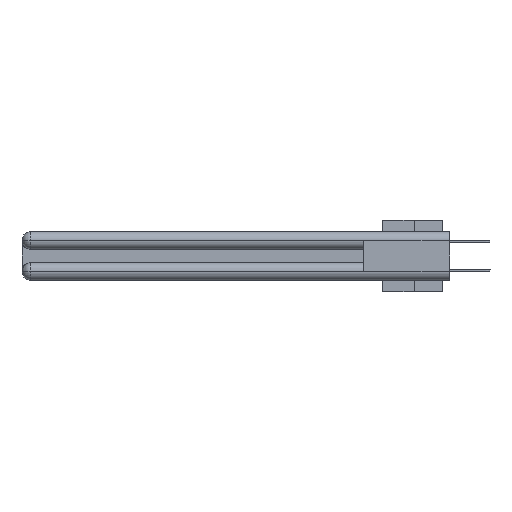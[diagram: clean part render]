
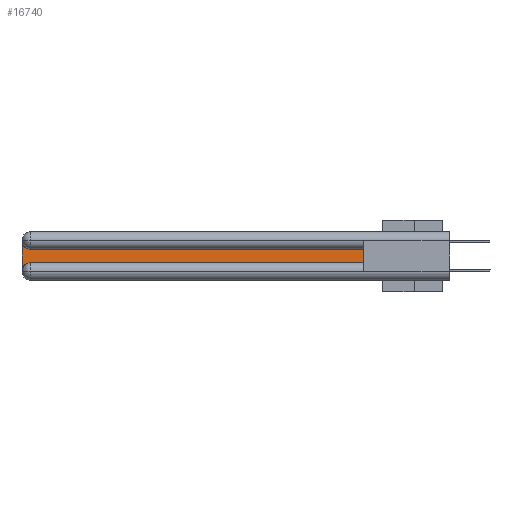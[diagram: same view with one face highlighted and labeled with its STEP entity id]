
A CAD part, left-side view. The second image highlights one B-rep face of the part: STEP entity #16740.
In plain terms, the highlighted planar face has unit normal (-1, 0, 0).
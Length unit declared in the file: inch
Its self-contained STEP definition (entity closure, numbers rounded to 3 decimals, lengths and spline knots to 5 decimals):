
#934 = ORIENTED_EDGE ( 'NONE', *, *, #24154, .T. ) ;
#2697 = EDGE_CURVE ( 'NONE', #25114, #8522, #5223, .T. ) ;
#3161 = DIRECTION ( 'NONE',  ( 0., 0., -1. ) ) ;
#3275 = CARTESIAN_POINT ( 'NONE',  ( 0.075, 3., -0.2175 ) ) ;
#5223 = LINE ( 'NONE', #9506, #30337 ) ;
#5458 = CARTESIAN_POINT ( 'NONE',  ( 0.075, 2.94, -0.0625 ) ) ;
#5771 = DIRECTION ( 'NONE',  ( 1., 0., 0. ) ) ;
#6477 = CARTESIAN_POINT ( 'NONE',  ( 0.075, 2.94, -0.2175 ) ) ;
#7188 = EDGE_CURVE ( 'NONE', #24421, #21543, #18229, .T. ) ;
#7271 = FACE_OUTER_BOUND ( 'NONE', #25500, .T. ) ;
#8263 = ORIENTED_EDGE ( 'NONE', *, *, #2697, .T. ) ;
#8522 = VERTEX_POINT ( 'NONE', #17351 ) ;
#9506 = CARTESIAN_POINT ( 'NONE',  ( 0.075, 0.6, -0.2175 ) ) ;
#10084 = ORIENTED_EDGE ( 'NONE', *, *, #7188, .T. ) ;
#10747 = CARTESIAN_POINT ( 'NONE',  ( 0.075, 3., -0.2775 ) ) ;
#11076 = VECTOR ( 'NONE', #21256, 39.37008 ) ;
#11883 = AXIS2_PLACEMENT_3D ( 'NONE', #24063, #12170, #14397 ) ;
#12121 = CIRCLE ( 'NONE', #13844, 0.06 ) ;
#12170 = DIRECTION ( 'NONE',  ( 1., 0., 0. ) ) ;
#12628 = LINE ( 'NONE', #13692, #11076 ) ;
#12849 = VERTEX_POINT ( 'NONE', #26717 ) ;
#13692 = CARTESIAN_POINT ( 'NONE',  ( 0.075, 0.6, -0.2175 ) ) ;
#13844 = AXIS2_PLACEMENT_3D ( 'NONE', #5458, #5771, #20157 ) ;
#14397 = DIRECTION ( 'NONE',  ( 0., 0., -1. ) ) ;
#14437 = DIRECTION ( 'NONE',  ( 0., -1., 0. ) ) ;
#14487 = DIRECTION ( 'NONE',  ( 1., 0., 0. ) ) ;
#14909 = AXIS2_PLACEMENT_3D ( 'NONE', #24168, #14487, #19158 ) ;
#16138 = CIRCLE ( 'NONE', #14909, 0.06 ) ;
#16205 = DIRECTION ( 'NONE',  ( 0., 1., 0. ) ) ;
#16740 = ADVANCED_FACE ( 'NONE', ( #7271 ), #21967, .F. ) ;
#17351 = CARTESIAN_POINT ( 'NONE',  ( 0.075, 0.6, -0.2175 ) ) ;
#17932 = EDGE_CURVE ( 'NONE', #27565, #12849, #23124, .T. ) ;
#18229 = LINE ( 'NONE', #3275, #29285 ) ;
#19158 = DIRECTION ( 'NONE',  ( 0., 0., -1. ) ) ;
#20157 = DIRECTION ( 'NONE',  ( 0., 0., -1. ) ) ;
#20674 = CARTESIAN_POINT ( 'NONE',  ( 0.075, 0.6, -0.1225 ) ) ;
#21011 = CARTESIAN_POINT ( 'NONE',  ( 0.075, 0.6, -0.1225 ) ) ;
#21256 = DIRECTION ( 'NONE',  ( 0., 0., 1. ) ) ;
#21543 = VERTEX_POINT ( 'NONE', #10747 ) ;
#21967 = PLANE ( 'NONE',  #11883 ) ;
#23124 = LINE ( 'NONE', #21011, #31072 ) ;
#24063 = CARTESIAN_POINT ( 'NONE',  ( 0.075, 3., -0.1225 ) ) ;
#24154 = EDGE_CURVE ( 'NONE', #12849, #24421, #12121, .T. ) ;
#24168 = CARTESIAN_POINT ( 'NONE',  ( 0.075, 2.94, -0.2775 ) ) ;
#24421 = VERTEX_POINT ( 'NONE', #30859 ) ;
#24441 = ORIENTED_EDGE ( 'NONE', *, *, #26383, .T. ) ;
#25114 = VERTEX_POINT ( 'NONE', #6477 ) ;
#25213 = ORIENTED_EDGE ( 'NONE', *, *, #30346, .T. ) ;
#25500 = EDGE_LOOP ( 'NONE', ( #30481, #934, #10084, #24441, #8263, #25213 ) ) ;
#26383 = EDGE_CURVE ( 'NONE', #21543, #25114, #16138, .T. ) ;
#26717 = CARTESIAN_POINT ( 'NONE',  ( 0.075, 2.94, -0.1225 ) ) ;
#27565 = VERTEX_POINT ( 'NONE', #20674 ) ;
#29285 = VECTOR ( 'NONE', #3161, 39.37008 ) ;
#30337 = VECTOR ( 'NONE', #14437, 39.37008 ) ;
#30346 = EDGE_CURVE ( 'NONE', #8522, #27565, #12628, .T. ) ;
#30481 = ORIENTED_EDGE ( 'NONE', *, *, #17932, .T. ) ;
#30859 = CARTESIAN_POINT ( 'NONE',  ( 0.075, 3., -0.0625 ) ) ;
#31072 = VECTOR ( 'NONE', #16205, 39.37008 ) ;
